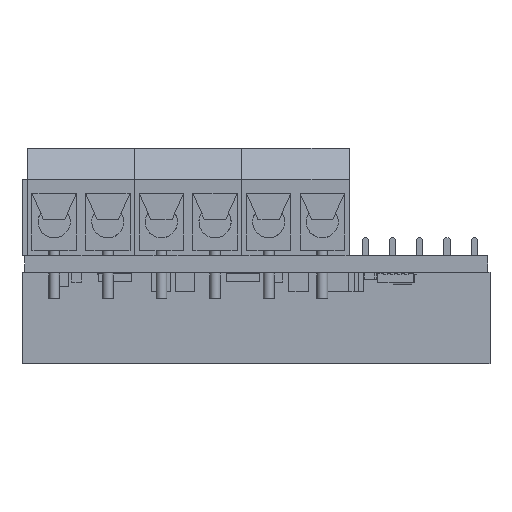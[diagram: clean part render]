
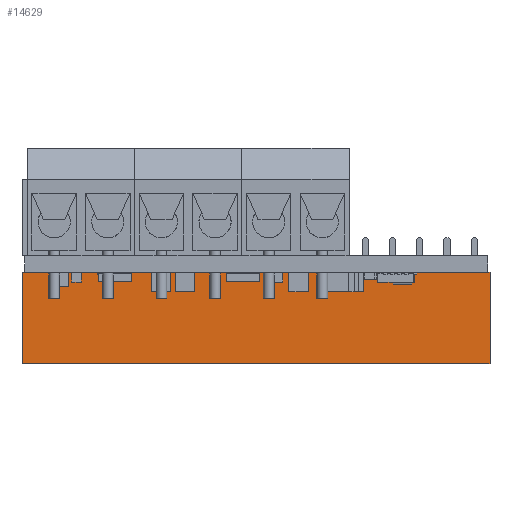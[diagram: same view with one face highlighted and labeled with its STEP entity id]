
A CAD part, front view. The second image highlights one B-rep face of the part: STEP entity #14629.
In plain terms, the highlighted planar face has unit normal (0, -1, 0).
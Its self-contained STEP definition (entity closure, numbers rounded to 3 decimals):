
#1347 = CARTESIAN_POINT ( 'NONE',  ( 43.38, 15.28, 0. ) ) ;
#3160 = CARTESIAN_POINT ( 'NONE',  ( 1.27, 15.28, 0. ) ) ;
#5217 = CARTESIAN_POINT ( 'NONE',  ( 43.38, 15.28, -8.5 ) ) ;
#5580 = DIRECTION ( 'NONE',  ( 0., 0., 1. ) ) ;
#6043 = CARTESIAN_POINT ( 'NONE',  ( 43.38, 15.28, -8.5 ) ) ;
#7323 = CARTESIAN_POINT ( 'NONE',  ( -0.2, 15.28, 0. ) ) ;
#7926 = DIRECTION ( 'NONE',  ( 0., 0., -1. ) ) ;
#8310 = EDGE_CURVE ( 'NONE', #26505, #83307, #91321, .T. ) ;
#13357 = LINE ( 'NONE', #5217, #38038 ) ;
#14370 = VERTEX_POINT ( 'NONE', #37049 ) ;
#14629 = ADVANCED_FACE ( 'NONE', ( #49303 ), #17735, .T. ) ;
#14990 = VERTEX_POINT ( 'NONE', #6043 ) ;
#15997 = EDGE_LOOP ( 'NONE', ( #91196, #60031, #57832, #85882 ) ) ;
#17735 = PLANE ( 'NONE',  #50222 ) ;
#18436 = DIRECTION ( 'NONE',  ( 0., 0., -1. ) ) ;
#18797 = LINE ( 'NONE', #107019, #103161 ) ;
#24274 = EDGE_CURVE ( 'NONE', #14370, #14990, #49051, .T. ) ;
#26505 = VERTEX_POINT ( 'NONE', #1347 ) ;
#29990 = EDGE_CURVE ( 'NONE', #83307, #14370, #18797, .T. ) ;
#31314 = DIRECTION ( 'NONE',  ( 1., 0., 0. ) ) ;
#36185 = DIRECTION ( 'NONE',  ( 0., -1., 0. ) ) ;
#36571 = CARTESIAN_POINT ( 'NONE',  ( 43.38, 15.28, 0. ) ) ;
#37049 = CARTESIAN_POINT ( 'NONE',  ( -0.2, 15.28, -8.5 ) ) ;
#38038 = VECTOR ( 'NONE', #5580, 1000. ) ;
#49051 = LINE ( 'NONE', #67170, #95859 ) ;
#49303 = FACE_OUTER_BOUND ( 'NONE', #15997, .T. ) ;
#50222 = AXIS2_PLACEMENT_3D ( 'NONE', #3160, #36185, #18436 ) ;
#57832 = ORIENTED_EDGE ( 'NONE', *, *, #29990, .T. ) ;
#60031 = ORIENTED_EDGE ( 'NONE', *, *, #8310, .T. ) ;
#61354 = VECTOR ( 'NONE', #93525, 1000. ) ;
#64008 = EDGE_CURVE ( 'NONE', #14990, #26505, #13357, .T. ) ;
#67170 = CARTESIAN_POINT ( 'NONE',  ( -0.2, 15.28, -8.5 ) ) ;
#83307 = VERTEX_POINT ( 'NONE', #7323 ) ;
#85882 = ORIENTED_EDGE ( 'NONE', *, *, #24274, .T. ) ;
#91196 = ORIENTED_EDGE ( 'NONE', *, *, #64008, .T. ) ;
#91321 = LINE ( 'NONE', #36571, #61354 ) ;
#93525 = DIRECTION ( 'NONE',  ( -1., 0., 0. ) ) ;
#95859 = VECTOR ( 'NONE', #31314, 1000. ) ;
#103161 = VECTOR ( 'NONE', #7926, 1000. ) ;
#107019 = CARTESIAN_POINT ( 'NONE',  ( -0.2, 15.28, 0. ) ) ;
